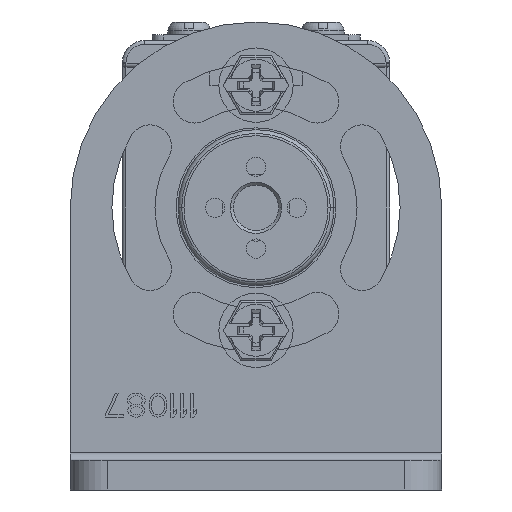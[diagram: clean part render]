
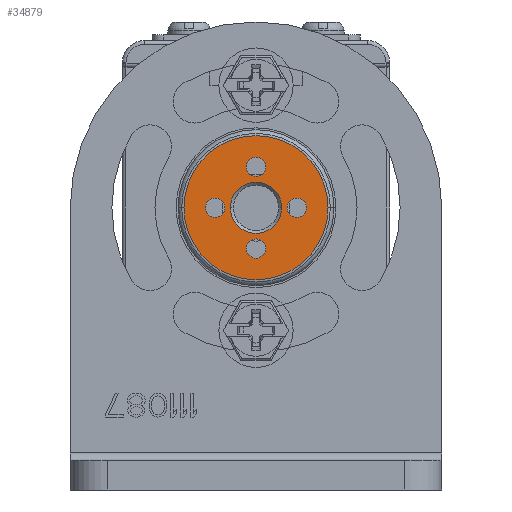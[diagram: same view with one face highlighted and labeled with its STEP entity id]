
A CAD part, front view. The second image highlights one B-rep face of the part: STEP entity #34879.
In plain terms, the highlighted planar face has unit normal (0, -1, 0).
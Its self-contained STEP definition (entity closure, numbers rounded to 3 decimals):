
#2986=CARTESIAN_POINT('',(0.,-365.,22.5));
#2987=DIRECTION('',(0.,-1.,0.));
#2988=DIRECTION('',(-1.,0.,0.));
#2989=AXIS2_PLACEMENT_3D('',#2986,#2987,#2988);
#2991=CARTESIAN_POINT('',(0.,-365.,22.5));
#2992=DIRECTION('',(0.,-1.,0.));
#2993=DIRECTION('',(1.,0.,0.));
#2994=AXIS2_PLACEMENT_3D('',#2991,#2992,#2993);
#2996=CARTESIAN_POINT('',(0.,-365.,22.5));
#2997=DIRECTION('',(0.,1.,0.));
#2998=DIRECTION('',(-1.,0.,0.));
#2999=AXIS2_PLACEMENT_3D('',#2996,#2997,#2998);
#3001=CARTESIAN_POINT('',(0.,-365.,22.5));
#3002=DIRECTION('',(0.,1.,0.));
#3003=DIRECTION('',(1.,0.,0.));
#3004=AXIS2_PLACEMENT_3D('',#3001,#3002,#3003);
#3006=CARTESIAN_POINT('',(0.,-365.,17.));
#3007=DIRECTION('',(0.,-1.,0.));
#3008=DIRECTION('',(-1.,0.,0.));
#3009=AXIS2_PLACEMENT_3D('',#3006,#3007,#3008);
#3011=CARTESIAN_POINT('',(0.,-365.,17.));
#3012=DIRECTION('',(0.,-1.,0.));
#3013=DIRECTION('',(1.,0.,0.));
#3014=AXIS2_PLACEMENT_3D('',#3011,#3012,#3013);
#3016=CARTESIAN_POINT('',(-5.5,-365.,22.5));
#3017=DIRECTION('',(0.,-1.,0.));
#3018=DIRECTION('',(-1.,0.,0.));
#3019=AXIS2_PLACEMENT_3D('',#3016,#3017,#3018);
#3021=CARTESIAN_POINT('',(-5.5,-365.,22.5));
#3022=DIRECTION('',(0.,-1.,0.));
#3023=DIRECTION('',(1.,0.,0.));
#3024=AXIS2_PLACEMENT_3D('',#3021,#3022,#3023);
#3026=CARTESIAN_POINT('',(0.,-365.,28.));
#3027=DIRECTION('',(0.,-1.,0.));
#3028=DIRECTION('',(-1.,0.,0.));
#3029=AXIS2_PLACEMENT_3D('',#3026,#3027,#3028);
#3031=CARTESIAN_POINT('',(0.,-365.,28.));
#3032=DIRECTION('',(0.,-1.,0.));
#3033=DIRECTION('',(1.,0.,0.));
#3034=AXIS2_PLACEMENT_3D('',#3031,#3032,#3033);
#3036=CARTESIAN_POINT('',(5.5,-365.,22.5));
#3037=DIRECTION('',(0.,-1.,0.));
#3038=DIRECTION('',(-1.,0.,0.));
#3039=AXIS2_PLACEMENT_3D('',#3036,#3037,#3038);
#3041=CARTESIAN_POINT('',(5.5,-365.,22.5));
#3042=DIRECTION('',(0.,-1.,0.));
#3043=DIRECTION('',(1.,0.,0.));
#3044=AXIS2_PLACEMENT_3D('',#3041,#3042,#3043);
#28305=CARTESIAN_POINT('',(-9.7,-365.,22.5));
#28306=CARTESIAN_POINT('',(9.7,-365.,22.5));
#28307=VERTEX_POINT('',#28305);
#28308=VERTEX_POINT('',#28306);
#28321=CARTESIAN_POINT('',(-3.45,-365.,22.5));
#28322=CARTESIAN_POINT('',(3.45,-365.,22.5));
#28323=VERTEX_POINT('',#28321);
#28324=VERTEX_POINT('',#28322);
#28345=CARTESIAN_POINT('',(-1.3,-365.,17.));
#28346=CARTESIAN_POINT('',(1.3,-365.,17.));
#28347=VERTEX_POINT('',#28345);
#28348=VERTEX_POINT('',#28346);
#28349=CARTESIAN_POINT('',(-6.8,-365.,22.5));
#28350=CARTESIAN_POINT('',(-4.2,-365.,22.5));
#28351=VERTEX_POINT('',#28349);
#28352=VERTEX_POINT('',#28350);
#28353=CARTESIAN_POINT('',(-1.3,-365.,28.));
#28354=CARTESIAN_POINT('',(1.3,-365.,28.));
#28355=VERTEX_POINT('',#28353);
#28356=VERTEX_POINT('',#28354);
#28357=CARTESIAN_POINT('',(4.2,-365.,22.5));
#28358=CARTESIAN_POINT('',(6.8,-365.,22.5));
#28359=VERTEX_POINT('',#28357);
#28360=VERTEX_POINT('',#28358);
#34839=CARTESIAN_POINT('',(0.,-365.,22.5));
#34840=DIRECTION('',(0.,-1.,0.));
#34841=DIRECTION('',(-1.,0.,0.));
#34842=AXIS2_PLACEMENT_3D('',#34839,#34840,#34841);
#34843=PLANE('',#34842);
#34844=ORIENTED_EDGE('',*,*,#34829,.F.);
#34846=ORIENTED_EDGE('',*,*,#34845,.F.);
#34847=EDGE_LOOP('',(#34844,#34846));
#34848=FACE_OUTER_BOUND('',#34847,.F.);
#34850=ORIENTED_EDGE('',*,*,#34849,.F.);
#34852=ORIENTED_EDGE('',*,*,#34851,.F.);
#34853=EDGE_LOOP('',(#34850,#34852));
#34854=FACE_BOUND('',#34853,.F.);
#34856=ORIENTED_EDGE('',*,*,#34855,.T.);
#34858=ORIENTED_EDGE('',*,*,#34857,.T.);
#34859=EDGE_LOOP('',(#34856,#34858));
#34860=FACE_BOUND('',#34859,.F.);
#34862=ORIENTED_EDGE('',*,*,#34861,.T.);
#34864=ORIENTED_EDGE('',*,*,#34863,.T.);
#34865=EDGE_LOOP('',(#34862,#34864));
#34866=FACE_BOUND('',#34865,.F.);
#34868=ORIENTED_EDGE('',*,*,#34867,.T.);
#34870=ORIENTED_EDGE('',*,*,#34869,.T.);
#34871=EDGE_LOOP('',(#34868,#34870));
#34872=FACE_BOUND('',#34871,.F.);
#34874=ORIENTED_EDGE('',*,*,#34873,.T.);
#34876=ORIENTED_EDGE('',*,*,#34875,.T.);
#34877=EDGE_LOOP('',(#34874,#34876));
#34878=FACE_BOUND('',#34877,.F.);
#34879=ADVANCED_FACE('',(#34848,#34854,#34860,#34866,#34872,#34878),#34843,.T.);
#2990=CIRCLE('',#2989,9.7);
#2995=CIRCLE('',#2994,9.7);
#3000=CIRCLE('',#2999,3.45);
#3005=CIRCLE('',#3004,3.45);
#3010=CIRCLE('',#3009,1.3);
#3015=CIRCLE('',#3014,1.3);
#3020=CIRCLE('',#3019,1.3);
#3025=CIRCLE('',#3024,1.3);
#3030=CIRCLE('',#3029,1.3);
#3035=CIRCLE('',#3034,1.3);
#3040=CIRCLE('',#3039,1.3);
#3045=CIRCLE('',#3044,1.3);
#34829=EDGE_CURVE('',#28307,#28308,#2990,.T.);
#34845=EDGE_CURVE('',#28308,#28307,#2995,.T.);
#34849=EDGE_CURVE('',#28323,#28324,#3000,.T.);
#34851=EDGE_CURVE('',#28324,#28323,#3005,.T.);
#34855=EDGE_CURVE('',#28347,#28348,#3010,.T.);
#34857=EDGE_CURVE('',#28348,#28347,#3015,.T.);
#34861=EDGE_CURVE('',#28351,#28352,#3020,.T.);
#34863=EDGE_CURVE('',#28352,#28351,#3025,.T.);
#34867=EDGE_CURVE('',#28355,#28356,#3030,.T.);
#34869=EDGE_CURVE('',#28356,#28355,#3035,.T.);
#34873=EDGE_CURVE('',#28359,#28360,#3040,.T.);
#34875=EDGE_CURVE('',#28360,#28359,#3045,.T.);
